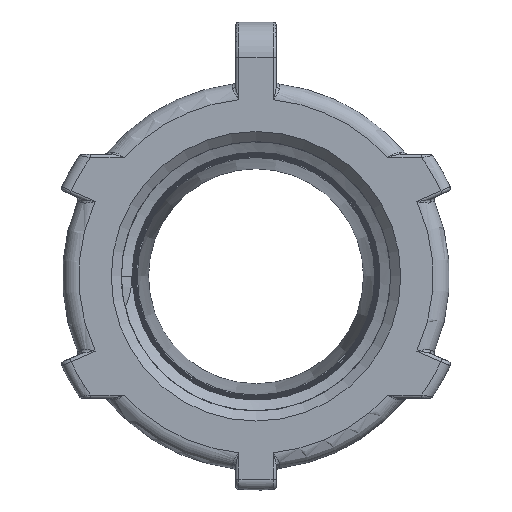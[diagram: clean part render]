
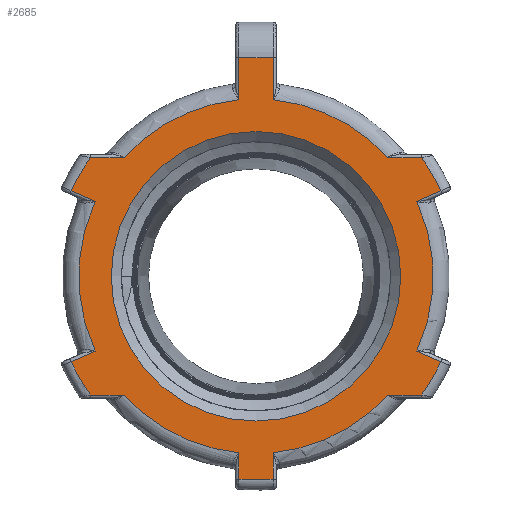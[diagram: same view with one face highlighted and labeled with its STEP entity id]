
A CAD part, left-side view. The second image highlights one B-rep face of the part: STEP entity #2685.
In plain terms, the highlighted planar face has unit normal (-1, 0, 0).
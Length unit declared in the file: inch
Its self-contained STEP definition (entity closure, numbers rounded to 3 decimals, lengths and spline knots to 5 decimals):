
#327=LINE('',#4124,#430);
#331=LINE('',#4226,#434);
#332=LINE('',#4230,#435);
#333=LINE('',#4234,#436);
#334=LINE('',#4238,#437);
#335=LINE('',#4242,#438);
#336=LINE('',#4246,#439);
#337=LINE('',#4250,#440);
#338=LINE('',#4254,#441);
#339=LINE('',#4258,#442);
#340=LINE('',#4262,#443);
#341=LINE('',#4264,#444);
#342=LINE('',#4265,#445);
#430=VECTOR('',#3237,0.20756);
#434=VECTOR('',#3255,0.1619);
#435=VECTOR('',#3258,0.1619);
#436=VECTOR('',#3261,0.20756);
#437=VECTOR('',#3264,0.16253);
#438=VECTOR('',#3267,0.16253);
#439=VECTOR('',#3270,0.20756);
#440=VECTOR('',#3273,0.1619);
#441=VECTOR('',#3276,0.1619);
#442=VECTOR('',#3279,0.20756);
#443=VECTOR('',#3282,0.25849);
#444=VECTOR('',#3283,0.21);
#445=VECTOR('',#3284,0.25849);
#517=PLANE('',#2900);
#536=FACE_BOUND('',#769,.T.);
#571=FACE_OUTER_BOUND('',#768,.T.);
#768=EDGE_LOOP('',(#1880,#1881,#1882,#1883,#1884,#1885,#1886,#1887,#1888,
#1889,#1890,#1891,#1892,#1893,#1894,#1895,#1896,#1897,#1898,#1899,#1900,
#1901,#1902,#1903));
#769=EDGE_LOOP('',(#1904));
#985=CIRCLE('',#2892,1.09);
#990=CIRCLE('',#2901,1.25187);
#991=CIRCLE('',#2902,1.09);
#992=CIRCLE('',#2903,1.25187);
#993=CIRCLE('',#2904,1.09);
#994=CIRCLE('',#2905,1.25187);
#995=CIRCLE('',#2906,1.09);
#996=CIRCLE('',#2907,1.25187);
#997=CIRCLE('',#2908,1.09);
#998=CIRCLE('',#2909,1.25187);
#999=CIRCLE('',#2910,1.09);
#1000=CIRCLE('',#2911,0.89);
#1162=VERTEX_POINT('',#3942);
#1172=VERTEX_POINT('',#4104);
#1175=VERTEX_POINT('',#4122);
#1181=VERTEX_POINT('',#4223);
#1182=VERTEX_POINT('',#4225);
#1183=VERTEX_POINT('',#4227);
#1184=VERTEX_POINT('',#4229);
#1185=VERTEX_POINT('',#4231);
#1186=VERTEX_POINT('',#4233);
#1187=VERTEX_POINT('',#4235);
#1188=VERTEX_POINT('',#4237);
#1189=VERTEX_POINT('',#4239);
#1190=VERTEX_POINT('',#4241);
#1191=VERTEX_POINT('',#4243);
#1192=VERTEX_POINT('',#4245);
#1193=VERTEX_POINT('',#4247);
#1194=VERTEX_POINT('',#4249);
#1195=VERTEX_POINT('',#4251);
#1196=VERTEX_POINT('',#4253);
#1197=VERTEX_POINT('',#4255);
#1198=VERTEX_POINT('',#4257);
#1199=VERTEX_POINT('',#4259);
#1200=VERTEX_POINT('',#4261);
#1201=VERTEX_POINT('',#4263);
#1202=VERTEX_POINT('',#4266);
#1424=EDGE_CURVE('',#1172,#1162,#985,.T.);
#1429=EDGE_CURVE('',#1175,#1162,#327,.T.);
#1440=EDGE_CURVE('',#1181,#1175,#990,.T.);
#1441=EDGE_CURVE('',#1182,#1181,#331,.T.);
#1442=EDGE_CURVE('',#1182,#1183,#991,.T.);
#1443=EDGE_CURVE('',#1184,#1183,#332,.T.);
#1444=EDGE_CURVE('',#1185,#1184,#992,.T.);
#1445=EDGE_CURVE('',#1186,#1185,#333,.T.);
#1446=EDGE_CURVE('',#1186,#1187,#993,.T.);
#1447=EDGE_CURVE('',#1188,#1187,#334,.T.);
#1448=EDGE_CURVE('',#1189,#1188,#994,.T.);
#1449=EDGE_CURVE('',#1190,#1189,#335,.T.);
#1450=EDGE_CURVE('',#1190,#1191,#995,.T.);
#1451=EDGE_CURVE('',#1192,#1191,#336,.T.);
#1452=EDGE_CURVE('',#1193,#1192,#996,.T.);
#1453=EDGE_CURVE('',#1194,#1193,#337,.T.);
#1454=EDGE_CURVE('',#1194,#1195,#997,.T.);
#1455=EDGE_CURVE('',#1196,#1195,#338,.T.);
#1456=EDGE_CURVE('',#1197,#1196,#998,.T.);
#1457=EDGE_CURVE('',#1198,#1197,#339,.T.);
#1458=EDGE_CURVE('',#1198,#1199,#999,.T.);
#1459=EDGE_CURVE('',#1200,#1199,#340,.T.);
#1460=EDGE_CURVE('',#1201,#1200,#341,.T.);
#1461=EDGE_CURVE('',#1172,#1201,#342,.T.);
#1462=EDGE_CURVE('',#1202,#1202,#1000,.T.);
#1880=ORIENTED_EDGE('',*,*,#1424,.T.);
#1881=ORIENTED_EDGE('',*,*,#1429,.F.);
#1882=ORIENTED_EDGE('',*,*,#1440,.F.);
#1883=ORIENTED_EDGE('',*,*,#1441,.F.);
#1884=ORIENTED_EDGE('',*,*,#1442,.T.);
#1885=ORIENTED_EDGE('',*,*,#1443,.F.);
#1886=ORIENTED_EDGE('',*,*,#1444,.F.);
#1887=ORIENTED_EDGE('',*,*,#1445,.F.);
#1888=ORIENTED_EDGE('',*,*,#1446,.T.);
#1889=ORIENTED_EDGE('',*,*,#1447,.F.);
#1890=ORIENTED_EDGE('',*,*,#1448,.F.);
#1891=ORIENTED_EDGE('',*,*,#1449,.F.);
#1892=ORIENTED_EDGE('',*,*,#1450,.T.);
#1893=ORIENTED_EDGE('',*,*,#1451,.F.);
#1894=ORIENTED_EDGE('',*,*,#1452,.F.);
#1895=ORIENTED_EDGE('',*,*,#1453,.F.);
#1896=ORIENTED_EDGE('',*,*,#1454,.T.);
#1897=ORIENTED_EDGE('',*,*,#1455,.F.);
#1898=ORIENTED_EDGE('',*,*,#1456,.F.);
#1899=ORIENTED_EDGE('',*,*,#1457,.F.);
#1900=ORIENTED_EDGE('',*,*,#1458,.T.);
#1901=ORIENTED_EDGE('',*,*,#1459,.F.);
#1902=ORIENTED_EDGE('',*,*,#1460,.F.);
#1903=ORIENTED_EDGE('',*,*,#1461,.F.);
#1904=ORIENTED_EDGE('',*,*,#1462,.F.);
#2685=ADVANCED_FACE('',(#571,#536),#517,.T.);
#2892=AXIS2_PLACEMENT_3D('',#4105,#3230,#3231);
#2900=AXIS2_PLACEMENT_3D('',#4222,#3251,#3252);
#2901=AXIS2_PLACEMENT_3D('',#4224,#3253,#3254);
#2902=AXIS2_PLACEMENT_3D('',#4228,#3256,#3257);
#2903=AXIS2_PLACEMENT_3D('',#4232,#3259,#3260);
#2904=AXIS2_PLACEMENT_3D('',#4236,#3262,#3263);
#2905=AXIS2_PLACEMENT_3D('',#4240,#3265,#3266);
#2906=AXIS2_PLACEMENT_3D('',#4244,#3268,#3269);
#2907=AXIS2_PLACEMENT_3D('',#4248,#3271,#3272);
#2908=AXIS2_PLACEMENT_3D('',#4252,#3274,#3275);
#2909=AXIS2_PLACEMENT_3D('',#4256,#3277,#3278);
#2910=AXIS2_PLACEMENT_3D('',#4260,#3280,#3281);
#2911=AXIS2_PLACEMENT_3D('',#4267,#3285,#3286);
#3230=DIRECTION('center_axis',(-1.,0.,0.));
#3231=DIRECTION('ref_axis',(0.,0.,-1.));
#3237=DIRECTION('',(0.,-1.,0.));
#3251=DIRECTION('center_axis',(-1.,0.,0.));
#3252=DIRECTION('ref_axis',(0.,0.,1.));
#3253=DIRECTION('center_axis',(1.,0.,0.));
#3254=DIRECTION('ref_axis',(0.,0.872,0.49));
#3255=DIRECTION('',(0.,0.914,0.405));
#3256=DIRECTION('center_axis',(-1.,0.,0.));
#3257=DIRECTION('ref_axis',(0.,0.,-1.));
#3258=DIRECTION('',(0.,-0.914,0.405));
#3259=DIRECTION('center_axis',(1.,0.,0.));
#3260=DIRECTION('ref_axis',(0.,0.872,-0.49));
#3261=DIRECTION('',(0.,1.,0.));
#3262=DIRECTION('center_axis',(-1.,0.,0.));
#3263=DIRECTION('ref_axis',(0.,0.,-1.));
#3264=DIRECTION('',(0.,0.,1.));
#3265=DIRECTION('center_axis',(1.,0.,0.));
#3266=DIRECTION('ref_axis',(0.,0.,-1.));
#3267=DIRECTION('',(0.,0.,-1.));
#3268=DIRECTION('center_axis',(-1.,0.,0.));
#3269=DIRECTION('ref_axis',(0.,0.,-1.));
#3270=DIRECTION('',(0.,1.,0.));
#3271=DIRECTION('center_axis',(1.,0.,0.));
#3272=DIRECTION('ref_axis',(0.,-0.872,-0.49));
#3273=DIRECTION('',(0.,-0.914,-0.405));
#3274=DIRECTION('center_axis',(-1.,0.,0.));
#3275=DIRECTION('ref_axis',(0.,0.,-1.));
#3276=DIRECTION('',(0.,0.914,-0.405));
#3277=DIRECTION('center_axis',(1.,0.,0.));
#3278=DIRECTION('ref_axis',(0.,-0.872,0.49));
#3279=DIRECTION('',(0.,-1.,0.));
#3280=DIRECTION('center_axis',(-1.,0.,0.));
#3281=DIRECTION('ref_axis',(0.,0.,-1.));
#3282=DIRECTION('',(0.,0.,-1.));
#3283=DIRECTION('',(0.,-1.,0.));
#3284=DIRECTION('',(0.,0.,1.));
#3285=DIRECTION('center_axis',(-1.,0.,0.));
#3286=DIRECTION('ref_axis',(0.,-1.,0.));
#3942=CARTESIAN_POINT('',(0.,0.80944,0.73));
#4104=CARTESIAN_POINT('',(0.,0.105,1.08493));
#4105=CARTESIAN_POINT('Origin',(0.,0.,0.));
#4122=CARTESIAN_POINT('',(0.,1.017,0.73));
#4124=CARTESIAN_POINT('',(0.,1.13469,0.73));
#4222=CARTESIAN_POINT('Origin',(0.,1.19,0.));
#4223=CARTESIAN_POINT('',(0.,1.13648,0.52498));
#4224=CARTESIAN_POINT('Origin',(0.,0.,0.));
#4225=CARTESIAN_POINT('',(0.,0.98844,0.45945));
#4226=CARTESIAN_POINT('',(0.,1.03348,0.47938));
#4227=CARTESIAN_POINT('',(0.,0.98844,-0.45945));
#4228=CARTESIAN_POINT('Origin',(0.,0.,0.));
#4229=CARTESIAN_POINT('',(0.,1.13648,-0.52498));
#4230=CARTESIAN_POINT('',(0.,1.09034,-0.50456));
#4231=CARTESIAN_POINT('',(0.,1.017,-0.73));
#4232=CARTESIAN_POINT('Origin',(0.,0.,0.));
#4233=CARTESIAN_POINT('',(0.,0.80944,-0.73));
#4234=CARTESIAN_POINT('',(0.,1.05695,-0.73));
#4235=CARTESIAN_POINT('',(0.,0.105,-1.08493));
#4236=CARTESIAN_POINT('Origin',(0.,0.,0.));
#4237=CARTESIAN_POINT('',(0.,0.105,-1.24746));
#4238=CARTESIAN_POINT('',(0.,0.105,-0.65421));
#4239=CARTESIAN_POINT('',(0.,-0.105,-1.24746));
#4240=CARTESIAN_POINT('Origin',(0.,0.,0.));
#4241=CARTESIAN_POINT('',(0.,-0.105,-1.08493));
#4242=CARTESIAN_POINT('',(0.,-0.105,-0.59171));
#4243=CARTESIAN_POINT('',(0.,-0.80944,-0.73));
#4244=CARTESIAN_POINT('Origin',(0.,0.,0.));
#4245=CARTESIAN_POINT('',(0.,-1.017,-0.73));
#4246=CARTESIAN_POINT('',(0.,0.05531,-0.73));
#4247=CARTESIAN_POINT('',(0.,-1.13648,-0.52498));
#4248=CARTESIAN_POINT('Origin',(0.,0.,0.));
#4249=CARTESIAN_POINT('',(0.,-0.98844,-0.45945));
#4250=CARTESIAN_POINT('',(0.,-0.03847,-0.0389));
#4251=CARTESIAN_POINT('',(0.,-0.98844,0.45945));
#4252=CARTESIAN_POINT('Origin',(0.,0.,0.));
#4253=CARTESIAN_POINT('',(0.,-1.13648,0.52498));
#4254=CARTESIAN_POINT('',(0.,-0.09534,0.06408));
#4255=CARTESIAN_POINT('',(0.,-1.017,0.73));
#4256=CARTESIAN_POINT('Origin',(0.,0.,0.));
#4257=CARTESIAN_POINT('',(0.,-0.80944,0.73));
#4258=CARTESIAN_POINT('',(0.,0.13305,0.73));
#4259=CARTESIAN_POINT('',(0.,-0.105,1.08493));
#4260=CARTESIAN_POINT('Origin',(0.,0.,0.));
#4261=CARTESIAN_POINT('',(0.,-0.105,1.34342));
#4262=CARTESIAN_POINT('',(0.,-0.105,0.65421));
#4263=CARTESIAN_POINT('',(0.,0.105,1.34342));
#4264=CARTESIAN_POINT('',(0.,0.125,1.34342));
#4265=CARTESIAN_POINT('',(0.,0.105,0.59171));
#4266=CARTESIAN_POINT('',(0.,0.89,0.));
#4267=CARTESIAN_POINT('Origin',(0.,0.,0.));
